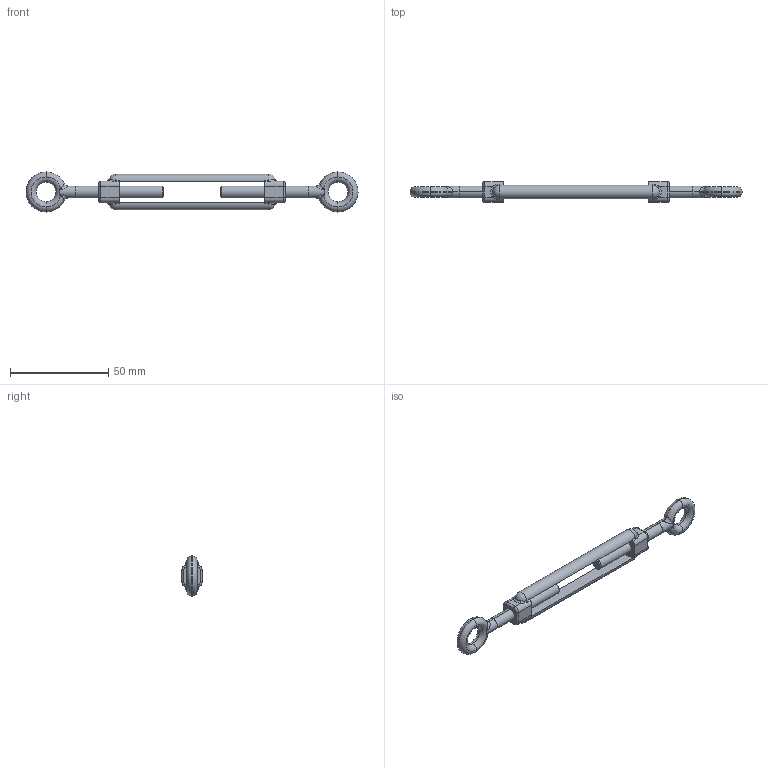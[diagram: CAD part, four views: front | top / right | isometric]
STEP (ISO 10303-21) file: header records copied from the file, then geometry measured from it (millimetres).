
FILE_DESCRIPTION (( 'STEP AP214' ), '1' );
FILE_NAME ('Turnbuckle M6.STEP', '2015-10-26T08:26:02', ( '' ), ( '' ), 'SwSTEP 2.0', 'SolidWorks 2015', '' );
FILE_SCHEMA (( 'AUTOMOTIVE_DESIGN' ));
Length unit declared in the file: millimetre
Products named in the file (1): Turnbuckle M6
Bounding box: 169.24 x 10.5 x 20.4 mm (x, y, z)
Volume: 9899.2 mm3; surface area: 7769 mm2
Topology: 3 solids, 3 shells, 136 faces, 336 edges, 196 vertices
Faces by surface type: cylinder 48, torus 32, bspline 28, plane 20, cone 4, sphere 4
Entity records: 5356 total; most frequent: CARTESIAN_POINT 2253, ORIENTED_EDGE 656, DIRECTION 646, EDGE_CURVE 328, AXIS2_PLACEMENT_3D 281, VERTEX_POINT 192, CIRCLE 172, EDGE_LOOP 140
